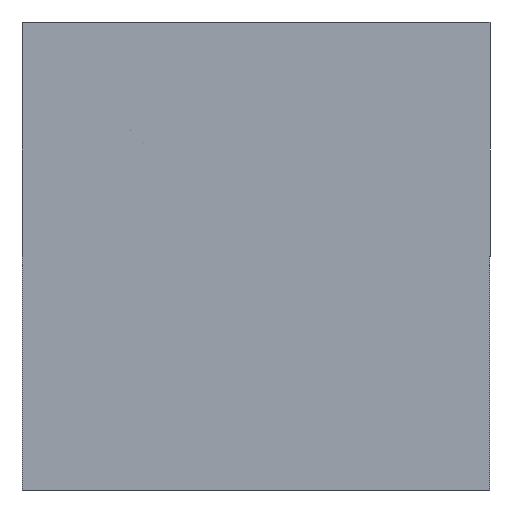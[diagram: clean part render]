
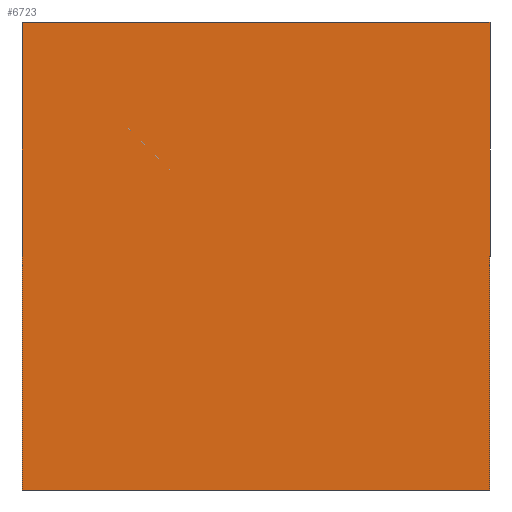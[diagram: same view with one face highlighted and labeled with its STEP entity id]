
A CAD part, front view. The second image highlights one B-rep face of the part: STEP entity #6723.
In plain terms, the highlighted planar face has unit normal (0, -1, 0).
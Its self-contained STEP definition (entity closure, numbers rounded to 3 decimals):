
#329 = CARTESIAN_POINT ( 'NONE',  ( 7.5, 0., -7.5 ) ) ;
#456 = DIRECTION ( 'NONE',  ( 0., 0., 1. ) ) ;
#502 = EDGE_CURVE ( 'NONE', #5373, #2785, #1189, .T. ) ;
#527 = DIRECTION ( 'NONE',  ( -1., 0., 0. ) ) ;
#660 = CARTESIAN_POINT ( 'NONE',  ( -7.5, 0., 7.5 ) ) ;
#1079 = CARTESIAN_POINT ( 'NONE',  ( -7.5, 0., -7.5 ) ) ;
#1189 = LINE ( 'NONE', #2939, #2501 ) ;
#1409 = AXIS2_PLACEMENT_3D ( 'NONE', #6445, #3740, #456 ) ;
#1815 = ORIENTED_EDGE ( 'NONE', *, *, #502, .F. ) ;
#1995 = EDGE_CURVE ( 'NONE', #2785, #4371, #6568, .T. ) ;
#2082 = CARTESIAN_POINT ( 'NONE',  ( 7.5, 0., -7.5 ) ) ;
#2094 = PLANE ( 'NONE',  #1409 ) ;
#2098 = VERTEX_POINT ( 'NONE', #1079 ) ;
#2113 = VECTOR ( 'NONE', #4431, 1000. ) ;
#2490 = ORIENTED_EDGE ( 'NONE', *, *, #5235, .F. ) ;
#2501 = VECTOR ( 'NONE', #6772, 1000. ) ;
#2785 = VERTEX_POINT ( 'NONE', #4859 ) ;
#2881 = EDGE_CURVE ( 'NONE', #2098, #5373, #6475, .T. ) ;
#2939 = CARTESIAN_POINT ( 'NONE',  ( -7.5, 0., 7.5 ) ) ;
#3660 = VECTOR ( 'NONE', #3701, 1000. ) ;
#3701 = DIRECTION ( 'NONE',  ( 0., 0., -1. ) ) ;
#3740 = DIRECTION ( 'NONE',  ( 0., 1., 0. ) ) ;
#3896 = CARTESIAN_POINT ( 'NONE',  ( -7.5, 0., -7.5 ) ) ;
#4096 = LINE ( 'NONE', #4363, #6649 ) ;
#4363 = CARTESIAN_POINT ( 'NONE',  ( -7.5, 0., -7.5 ) ) ;
#4371 = VERTEX_POINT ( 'NONE', #329 ) ;
#4431 = DIRECTION ( 'NONE',  ( 0., 0., 1. ) ) ;
#4703 = ORIENTED_EDGE ( 'NONE', *, *, #1995, .F. ) ;
#4859 = CARTESIAN_POINT ( 'NONE',  ( 7.5, 0., 7.5 ) ) ;
#4968 = EDGE_LOOP ( 'NONE', ( #4703, #1815, #5083, #2490 ) ) ;
#5083 = ORIENTED_EDGE ( 'NONE', *, *, #2881, .F. ) ;
#5235 = EDGE_CURVE ( 'NONE', #4371, #2098, #4096, .T. ) ;
#5272 = FACE_OUTER_BOUND ( 'NONE', #4968, .T. ) ;
#5373 = VERTEX_POINT ( 'NONE', #660 ) ;
#6445 = CARTESIAN_POINT ( 'NONE',  ( 0., 0., 0. ) ) ;
#6475 = LINE ( 'NONE', #3896, #2113 ) ;
#6568 = LINE ( 'NONE', #2082, #3660 ) ;
#6649 = VECTOR ( 'NONE', #527, 1000. ) ;
#6723 = ADVANCED_FACE ( 'NONE', ( #5272 ), #2094, .F. ) ;
#6772 = DIRECTION ( 'NONE',  ( 1., 0., 0. ) ) ;
